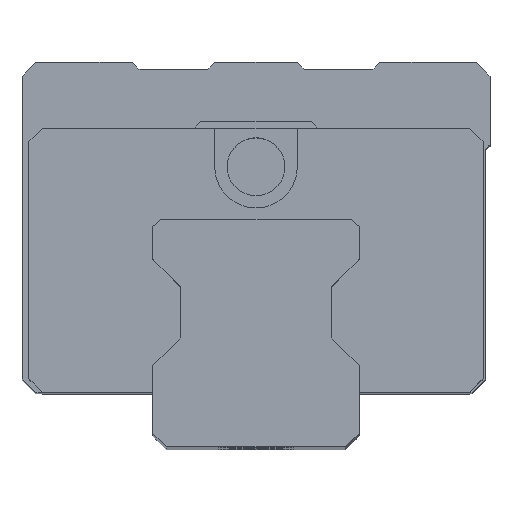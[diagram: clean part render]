
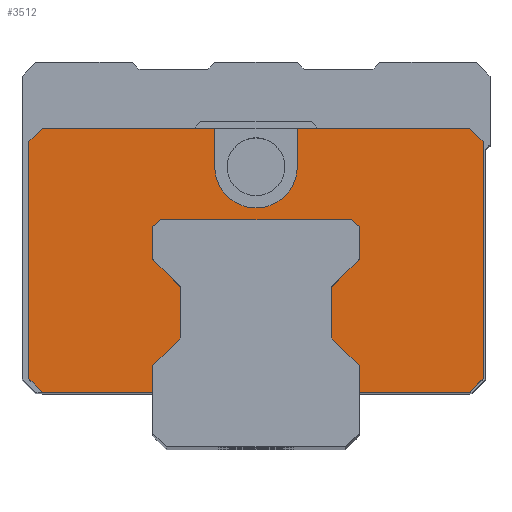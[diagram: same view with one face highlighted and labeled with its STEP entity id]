
A CAD part, top view. The second image highlights one B-rep face of the part: STEP entity #3512.
In plain terms, the highlighted planar face has unit normal (0, 0, 1).
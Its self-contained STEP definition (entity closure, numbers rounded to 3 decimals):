
#116=DIRECTION('',(-0.766,-0.643,0.));
#117=VECTOR('',#116,0.779);
#118=CARTESIAN_POINT('',(-6.903,16.5,56.6));
#119=LINE('',#118,#117);
#120=DIRECTION('',(0.707,-0.707,0.));
#121=VECTOR('',#120,2.851);
#122=CARTESIAN_POINT('',(-7.5,13.66,56.6));
#123=LINE('',#122,#121);
#124=DIRECTION('',(-0.707,-0.707,0.));
#125=VECTOR('',#124,2.851);
#126=CARTESIAN_POINT('',(-5.484,7.92,56.6));
#127=LINE('',#126,#125);
#128=DIRECTION('',(0.,-1.,0.));
#129=VECTOR('',#128,1.904);
#130=CARTESIAN_POINT('',(-7.5,5.904,56.6));
#131=LINE('',#130,#129);
#132=DIRECTION('',(-1.,0.,0.));
#133=VECTOR('',#132,8.);
#134=CARTESIAN_POINT('',(-7.5,4.,56.6));
#135=LINE('',#134,#133);
#136=DIRECTION('',(-0.707,0.707,0.));
#137=VECTOR('',#136,1.414);
#138=CARTESIAN_POINT('',(-15.5,4.,56.6));
#139=LINE('',#138,#137);
#140=DIRECTION('',(0.,1.,0.));
#141=VECTOR('',#140,17.2);
#142=CARTESIAN_POINT('',(-16.5,5.,56.6));
#143=LINE('',#142,#141);
#144=DIRECTION('',(0.707,0.707,0.));
#145=VECTOR('',#144,1.414);
#146=CARTESIAN_POINT('',(-16.5,22.2,56.6));
#147=LINE('',#146,#145);
#148=DIRECTION('',(1.,0.,0.));
#149=VECTOR('',#148,12.5);
#150=CARTESIAN_POINT('',(-15.5,23.2,56.6));
#151=LINE('',#150,#149);
#152=CARTESIAN_POINT('',(0.,20.4,56.6));
#153=DIRECTION('',(0.,0.,1.));
#154=DIRECTION('',(-1.,0.,0.));
#155=AXIS2_PLACEMENT_3D('',#152,#153,#154);
#157=DIRECTION('',(0.,1.,0.));
#158=VECTOR('',#157,2.8);
#159=CARTESIAN_POINT('',(3.,20.4,56.6));
#160=LINE('',#159,#158);
#161=DIRECTION('',(1.,0.,0.));
#162=VECTOR('',#161,12.5);
#163=CARTESIAN_POINT('',(3.,23.2,56.6));
#164=LINE('',#163,#162);
#165=DIRECTION('',(0.707,-0.707,0.));
#166=VECTOR('',#165,1.414);
#167=CARTESIAN_POINT('',(15.5,23.2,56.6));
#168=LINE('',#167,#166);
#169=DIRECTION('',(0.,-1.,0.));
#170=VECTOR('',#169,17.2);
#171=CARTESIAN_POINT('',(16.5,22.2,56.6));
#172=LINE('',#171,#170);
#173=DIRECTION('',(-0.707,-0.707,0.));
#174=VECTOR('',#173,1.414);
#175=CARTESIAN_POINT('',(16.5,5.,56.6));
#176=LINE('',#175,#174);
#177=DIRECTION('',(-1.,0.,0.));
#178=VECTOR('',#177,8.);
#179=CARTESIAN_POINT('',(15.5,4.,56.6));
#180=LINE('',#179,#178);
#181=DIRECTION('',(-0.707,0.707,0.));
#182=VECTOR('',#181,2.851);
#183=CARTESIAN_POINT('',(7.5,5.904,56.6));
#184=LINE('',#183,#182);
#185=DIRECTION('',(0.707,0.707,0.));
#186=VECTOR('',#185,2.851);
#187=CARTESIAN_POINT('',(5.484,11.644,56.6));
#188=LINE('',#187,#186);
#189=DIRECTION('',(-0.766,0.643,0.));
#190=VECTOR('',#189,0.779);
#191=CARTESIAN_POINT('',(7.5,15.999,56.6));
#192=LINE('',#191,#190);
#193=DIRECTION('',(1.,0.,0.));
#194=VECTOR('',#193,13.806);
#195=CARTESIAN_POINT('',(-6.903,16.5,56.6));
#196=LINE('',#195,#194);
#225=DIRECTION('',(0.,-1.,0.));
#226=VECTOR('',#225,2.339);
#227=CARTESIAN_POINT('',(7.5,15.999,56.6));
#228=LINE('',#227,#226);
#237=DIRECTION('',(0.,-1.,0.));
#238=VECTOR('',#237,3.724);
#239=CARTESIAN_POINT('',(5.484,11.644,56.6));
#240=LINE('',#239,#238);
#265=DIRECTION('',(0.,-1.,0.));
#266=VECTOR('',#265,1.904);
#267=CARTESIAN_POINT('',(7.5,5.904,56.6));
#268=LINE('',#267,#266);
#536=DIRECTION('',(0.,1.,0.));
#537=VECTOR('',#536,2.8);
#538=CARTESIAN_POINT('',(-3.,20.4,56.6));
#539=LINE('',#538,#537);
#2179=DIRECTION('',(0.,1.,0.));
#2180=VECTOR('',#2179,3.724);
#2181=CARTESIAN_POINT('',(-5.484,7.92,56.6));
#2182=LINE('',#2181,#2180);
#2191=DIRECTION('',(0.,1.,0.));
#2192=VECTOR('',#2191,2.339);
#2193=CARTESIAN_POINT('',(-7.5,13.66,56.6));
#2194=LINE('',#2193,#2192);
#2588=CARTESIAN_POINT('',(-7.5,4.,56.6));
#2590=VERTEX_POINT('',#2588);
#2595=CARTESIAN_POINT('',(-15.5,4.,56.6));
#2596=VERTEX_POINT('',#2595);
#2597=CARTESIAN_POINT('',(-7.5,5.904,56.6));
#2598=VERTEX_POINT('',#2597);
#2609=CARTESIAN_POINT('',(-6.903,16.5,56.6));
#2610=CARTESIAN_POINT('',(6.903,16.5,56.6));
#2611=VERTEX_POINT('',#2609);
#2612=VERTEX_POINT('',#2610);
#2613=CARTESIAN_POINT('',(-7.5,15.999,56.6));
#2614=VERTEX_POINT('',#2613);
#2615=CARTESIAN_POINT('',(-7.5,13.66,56.6));
#2616=VERTEX_POINT('',#2615);
#2617=CARTESIAN_POINT('',(-5.484,11.644,56.6));
#2618=VERTEX_POINT('',#2617);
#2619=CARTESIAN_POINT('',(-5.484,7.92,56.6));
#2620=VERTEX_POINT('',#2619);
#2621=CARTESIAN_POINT('',(-16.5,5.,56.6));
#2622=VERTEX_POINT('',#2621);
#2623=CARTESIAN_POINT('',(-16.5,22.2,56.6));
#2624=VERTEX_POINT('',#2623);
#2625=CARTESIAN_POINT('',(-15.5,23.2,56.6));
#2626=VERTEX_POINT('',#2625);
#2627=CARTESIAN_POINT('',(-3.,23.2,56.6));
#2628=VERTEX_POINT('',#2627);
#2629=CARTESIAN_POINT('',(-3.,20.4,56.6));
#2630=VERTEX_POINT('',#2629);
#2631=CARTESIAN_POINT('',(3.,20.4,56.6));
#2632=VERTEX_POINT('',#2631);
#2633=CARTESIAN_POINT('',(3.,23.2,56.6));
#2634=VERTEX_POINT('',#2633);
#2635=CARTESIAN_POINT('',(15.5,23.2,56.6));
#2636=VERTEX_POINT('',#2635);
#2637=CARTESIAN_POINT('',(16.5,22.2,56.6));
#2638=VERTEX_POINT('',#2637);
#2639=CARTESIAN_POINT('',(16.5,5.,56.6));
#2640=VERTEX_POINT('',#2639);
#2641=CARTESIAN_POINT('',(15.5,4.,56.6));
#2642=VERTEX_POINT('',#2641);
#2643=CARTESIAN_POINT('',(7.5,4.,56.6));
#2644=VERTEX_POINT('',#2643);
#2645=CARTESIAN_POINT('',(7.5,5.904,56.6));
#2646=VERTEX_POINT('',#2645);
#2647=CARTESIAN_POINT('',(5.484,7.92,56.6));
#2648=VERTEX_POINT('',#2647);
#2649=CARTESIAN_POINT('',(5.484,11.644,56.6));
#2650=VERTEX_POINT('',#2649);
#2651=CARTESIAN_POINT('',(7.5,13.66,56.6));
#2652=VERTEX_POINT('',#2651);
#2653=CARTESIAN_POINT('',(7.5,15.999,56.6));
#2654=VERTEX_POINT('',#2653);
#3455=CARTESIAN_POINT('',(3.,28.,56.6));
#3456=DIRECTION('',(0.,0.,1.));
#3457=DIRECTION('',(1.,0.,0.));
#3458=AXIS2_PLACEMENT_3D('',#3455,#3456,#3457);
#3459=PLANE('',#3458);
#3461=ORIENTED_EDGE('',*,*,#3460,.F.);
#3463=ORIENTED_EDGE('',*,*,#3462,.T.);
#3465=ORIENTED_EDGE('',*,*,#3464,.F.);
#3467=ORIENTED_EDGE('',*,*,#3466,.T.);
#3469=ORIENTED_EDGE('',*,*,#3468,.F.);
#3471=ORIENTED_EDGE('',*,*,#3470,.T.);
#3472=ORIENTED_EDGE('',*,*,#3438,.T.);
#3473=ORIENTED_EDGE('',*,*,#3427,.T.);
#3475=ORIENTED_EDGE('',*,*,#3474,.T.);
#3477=ORIENTED_EDGE('',*,*,#3476,.T.);
#3479=ORIENTED_EDGE('',*,*,#3478,.T.);
#3481=ORIENTED_EDGE('',*,*,#3480,.T.);
#3483=ORIENTED_EDGE('',*,*,#3482,.F.);
#3485=ORIENTED_EDGE('',*,*,#3484,.T.);
#3487=ORIENTED_EDGE('',*,*,#3486,.T.);
#3489=ORIENTED_EDGE('',*,*,#3488,.T.);
#3491=ORIENTED_EDGE('',*,*,#3490,.T.);
#3493=ORIENTED_EDGE('',*,*,#3492,.T.);
#3495=ORIENTED_EDGE('',*,*,#3494,.T.);
#3497=ORIENTED_EDGE('',*,*,#3496,.T.);
#3499=ORIENTED_EDGE('',*,*,#3498,.F.);
#3501=ORIENTED_EDGE('',*,*,#3500,.T.);
#3503=ORIENTED_EDGE('',*,*,#3502,.F.);
#3505=ORIENTED_EDGE('',*,*,#3504,.T.);
#3507=ORIENTED_EDGE('',*,*,#3506,.F.);
#3509=ORIENTED_EDGE('',*,*,#3508,.T.);
#3510=EDGE_LOOP('',(#3461,#3463,#3465,#3467,#3469,#3471,#3472,#3473,#3475,#3477,
#3479,#3481,#3483,#3485,#3487,#3489,#3491,#3493,#3495,#3497,#3499,#3501,#3503,
#3505,#3507,#3509));
#3511=FACE_OUTER_BOUND('',#3510,.F.);
#3512=ADVANCED_FACE('',(#3511),#3459,.T.);
#156=CIRCLE('',#155,3.);
#3427=EDGE_CURVE('',#2590,#2596,#135,.T.);
#3438=EDGE_CURVE('',#2598,#2590,#131,.T.);
#3460=EDGE_CURVE('',#2611,#2612,#196,.T.);
#3462=EDGE_CURVE('',#2611,#2614,#119,.T.);
#3464=EDGE_CURVE('',#2616,#2614,#2194,.T.);
#3466=EDGE_CURVE('',#2616,#2618,#123,.T.);
#3468=EDGE_CURVE('',#2620,#2618,#2182,.T.);
#3470=EDGE_CURVE('',#2620,#2598,#127,.T.);
#3474=EDGE_CURVE('',#2596,#2622,#139,.T.);
#3476=EDGE_CURVE('',#2622,#2624,#143,.T.);
#3478=EDGE_CURVE('',#2624,#2626,#147,.T.);
#3480=EDGE_CURVE('',#2626,#2628,#151,.T.);
#3482=EDGE_CURVE('',#2630,#2628,#539,.T.);
#3484=EDGE_CURVE('',#2630,#2632,#156,.T.);
#3486=EDGE_CURVE('',#2632,#2634,#160,.T.);
#3488=EDGE_CURVE('',#2634,#2636,#164,.T.);
#3490=EDGE_CURVE('',#2636,#2638,#168,.T.);
#3492=EDGE_CURVE('',#2638,#2640,#172,.T.);
#3494=EDGE_CURVE('',#2640,#2642,#176,.T.);
#3496=EDGE_CURVE('',#2642,#2644,#180,.T.);
#3498=EDGE_CURVE('',#2646,#2644,#268,.T.);
#3500=EDGE_CURVE('',#2646,#2648,#184,.T.);
#3502=EDGE_CURVE('',#2650,#2648,#240,.T.);
#3504=EDGE_CURVE('',#2650,#2652,#188,.T.);
#3506=EDGE_CURVE('',#2654,#2652,#228,.T.);
#3508=EDGE_CURVE('',#2654,#2612,#192,.T.);
